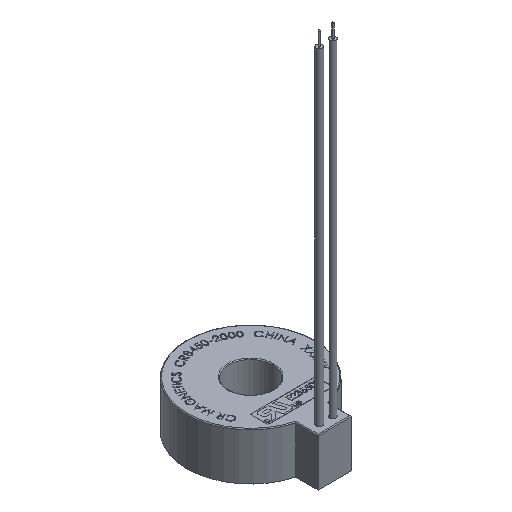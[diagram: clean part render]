
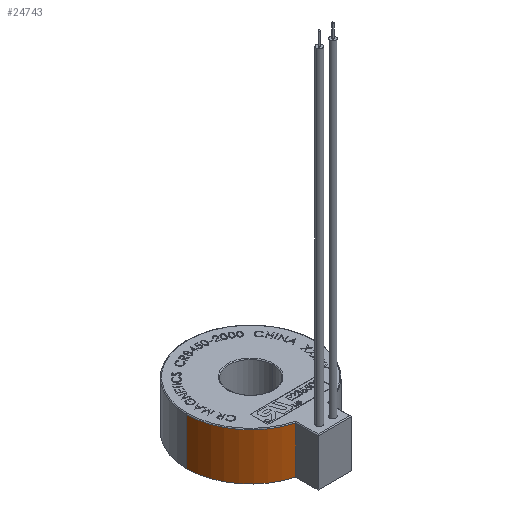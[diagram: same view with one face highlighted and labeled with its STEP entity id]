
A CAD part, isometric view. The second image highlights one B-rep face of the part: STEP entity #24743.
In plain terms, the highlighted cylindrical face has radius 18.75 mm (diameter 37.5 mm), a partial arc.
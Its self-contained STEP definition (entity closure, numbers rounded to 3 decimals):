
#4 = CARTESIAN_POINT ( 'NONE',  ( -4.889, -18.101, -13.995 ) ) ;
#254 = EDGE_CURVE ( 'NONE', #21228, #17649, #17472, .T. ) ;
#643 = CARTESIAN_POINT ( 'NONE',  ( 0., 0., -13.995 ) ) ;
#2300 = CARTESIAN_POINT ( 'NONE',  ( -18.75, 0., -13.995 ) ) ;
#2339 = AXIS2_PLACEMENT_3D ( 'NONE', #29277, #6518, #26976 ) ;
#2693 = CARTESIAN_POINT ( 'NONE',  ( 0., 0., -13.995 ) ) ;
#2999 = CARTESIAN_POINT ( 'NONE',  ( -4.889, -18.101, -13.995 ) ) ;
#3176 = DIRECTION ( 'NONE',  ( 0., 0., 1. ) ) ;
#5478 = CYLINDRICAL_SURFACE ( 'NONE', #31985, 18.75 ) ;
#5882 = EDGE_LOOP ( 'NONE', ( #12483, #8111, #20958, #23045 ) ) ;
#6342 = CARTESIAN_POINT ( 'NONE',  ( -18.75, 0., -0.229 ) ) ;
#6518 = DIRECTION ( 'NONE',  ( 0., 0., -1. ) ) ;
#7625 = VECTOR ( 'NONE', #26561, 1000. ) ;
#8111 = ORIENTED_EDGE ( 'NONE', *, *, #30601, .T. ) ;
#12483 = ORIENTED_EDGE ( 'NONE', *, *, #16199, .F. ) ;
#16199 = EDGE_CURVE ( 'NONE', #27997, #32311, #31538, .T. ) ;
#17472 = LINE ( 'NONE', #4, #32092 ) ;
#17649 = VERTEX_POINT ( 'NONE', #20021 ) ;
#18921 = CARTESIAN_POINT ( 'NONE',  ( -18.75, 0., -13.995 ) ) ;
#20021 = CARTESIAN_POINT ( 'NONE',  ( -4.889, -18.101, -0.229 ) ) ;
#20133 = DIRECTION ( 'NONE',  ( 0., 0., 1. ) ) ;
#20958 = ORIENTED_EDGE ( 'NONE', *, *, #254, .T. ) ;
#21228 = VERTEX_POINT ( 'NONE', #2999 ) ;
#22941 = DIRECTION ( 'NONE',  ( 0., 0., 1. ) ) ;
#23045 = ORIENTED_EDGE ( 'NONE', *, *, #23668, .T. ) ;
#23122 = AXIS2_PLACEMENT_3D ( 'NONE', #2693, #3176, #25321 ) ;
#23147 = CIRCLE ( 'NONE', #23122, 18.75 ) ;
#23668 = EDGE_CURVE ( 'NONE', #17649, #32311, #30980, .T. ) ;
#24743 = ADVANCED_FACE ( 'NONE', ( #28404 ), #5478, .T. ) ;
#25321 = DIRECTION ( 'NONE',  ( 1., 0., 0. ) ) ;
#25759 = DIRECTION ( 'NONE',  ( 1., 0., 0. ) ) ;
#26561 = DIRECTION ( 'NONE',  ( 0., 0., 1. ) ) ;
#26976 = DIRECTION ( 'NONE',  ( 1., 0., 0. ) ) ;
#27997 = VERTEX_POINT ( 'NONE', #2300 ) ;
#28404 = FACE_OUTER_BOUND ( 'NONE', #5882, .T. ) ;
#29277 = CARTESIAN_POINT ( 'NONE',  ( 0., 0., -0.229 ) ) ;
#30601 = EDGE_CURVE ( 'NONE', #27997, #21228, #23147, .T. ) ;
#30980 = CIRCLE ( 'NONE', #2339, 18.75 ) ;
#31538 = LINE ( 'NONE', #18921, #7625 ) ;
#31985 = AXIS2_PLACEMENT_3D ( 'NONE', #643, #22941, #25759 ) ;
#32092 = VECTOR ( 'NONE', #20133, 1000. ) ;
#32311 = VERTEX_POINT ( 'NONE', #6342 ) ;
